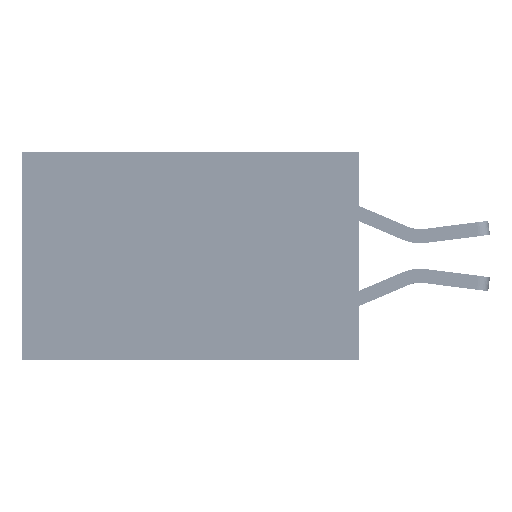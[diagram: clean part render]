
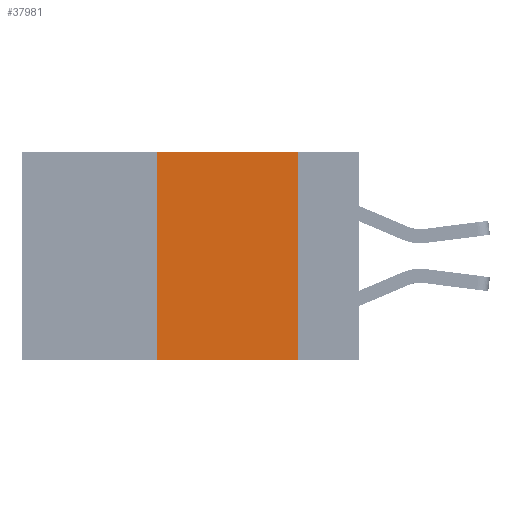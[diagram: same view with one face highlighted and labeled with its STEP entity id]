
A CAD part, left-side view. The second image highlights one B-rep face of the part: STEP entity #37981.
In plain terms, the highlighted planar face has unit normal (-1, 0, 0).
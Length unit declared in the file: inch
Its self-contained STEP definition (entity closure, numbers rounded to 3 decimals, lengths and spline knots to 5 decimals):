
#1109 = ORIENTED_EDGE ( 'NONE', *, *, #23537, .T. ) ;
#2981 = VERTEX_POINT ( 'NONE', #25341 ) ;
#3512 = CARTESIAN_POINT ( 'NONE',  ( 0., 0.6, 0. ) ) ;
#3556 = VECTOR ( 'NONE', #38686, 39.37008 ) ;
#3661 = ORIENTED_EDGE ( 'NONE', *, *, #26894, .F. ) ;
#4656 = EDGE_CURVE ( 'NONE', #21243, #16341, #41639, .T. ) ;
#5338 = CARTESIAN_POINT ( 'NONE',  ( 0., 0.6, -0.37 ) ) ;
#5436 = ORIENTED_EDGE ( 'NONE', *, *, #4656, .F. ) ;
#6771 = PLANE ( 'NONE',  #30336 ) ;
#7232 = DIRECTION ( 'NONE',  ( 0., 0., -1. ) ) ;
#8975 = CARTESIAN_POINT ( 'NONE',  ( 0., 0.36, 0. ) ) ;
#9913 = CARTESIAN_POINT ( 'NONE',  ( 0., 0.11, 0. ) ) ;
#12738 = LINE ( 'NONE', #5338, #43317 ) ;
#14163 = DIRECTION ( 'NONE',  ( 1., 0., 0. ) ) ;
#14341 = CARTESIAN_POINT ( 'NONE',  ( 0., 0.11, 0. ) ) ;
#14486 = DIRECTION ( 'NONE',  ( 0., 0., -1. ) ) ;
#15420 = CARTESIAN_POINT ( 'NONE',  ( 0., 0.11, -0.37 ) ) ;
#16341 = VERTEX_POINT ( 'NONE', #9913 ) ;
#17804 = VECTOR ( 'NONE', #14486, 39.37008 ) ;
#21243 = VERTEX_POINT ( 'NONE', #8975 ) ;
#22782 = VECTOR ( 'NONE', #27157, 39.37008 ) ;
#23537 = EDGE_CURVE ( 'NONE', #2981, #45534, #12738, .T. ) ;
#24168 = CARTESIAN_POINT ( 'NONE',  ( 0., 0.6, 0. ) ) ;
#25341 = CARTESIAN_POINT ( 'NONE',  ( 0., 0.36, -0.37 ) ) ;
#26894 = EDGE_CURVE ( 'NONE', #2981, #21243, #34284, .T. ) ;
#27121 = DIRECTION ( 'NONE',  ( 0., -1., 0. ) ) ;
#27157 = DIRECTION ( 'NONE',  ( 0., 0., 1. ) ) ;
#30336 = AXIS2_PLACEMENT_3D ( 'NONE', #3512, #14163, #7232 ) ;
#31175 = CARTESIAN_POINT ( 'NONE',  ( 0., 0.36, 0. ) ) ;
#31245 = EDGE_LOOP ( 'NONE', ( #33601, #5436, #3661, #1109 ) ) ;
#33601 = ORIENTED_EDGE ( 'NONE', *, *, #37975, .F. ) ;
#34284 = LINE ( 'NONE', #31175, #22782 ) ;
#37975 = EDGE_CURVE ( 'NONE', #16341, #45534, #43734, .T. ) ;
#37981 = ADVANCED_FACE ( 'NONE', ( #38570 ), #6771, .F. ) ;
#38570 = FACE_OUTER_BOUND ( 'NONE', #31245, .T. ) ;
#38686 = DIRECTION ( 'NONE',  ( 0., -1., 0. ) ) ;
#41639 = LINE ( 'NONE', #24168, #3556 ) ;
#43317 = VECTOR ( 'NONE', #27121, 39.37008 ) ;
#43734 = LINE ( 'NONE', #14341, #17804 ) ;
#45534 = VERTEX_POINT ( 'NONE', #15420 ) ;
